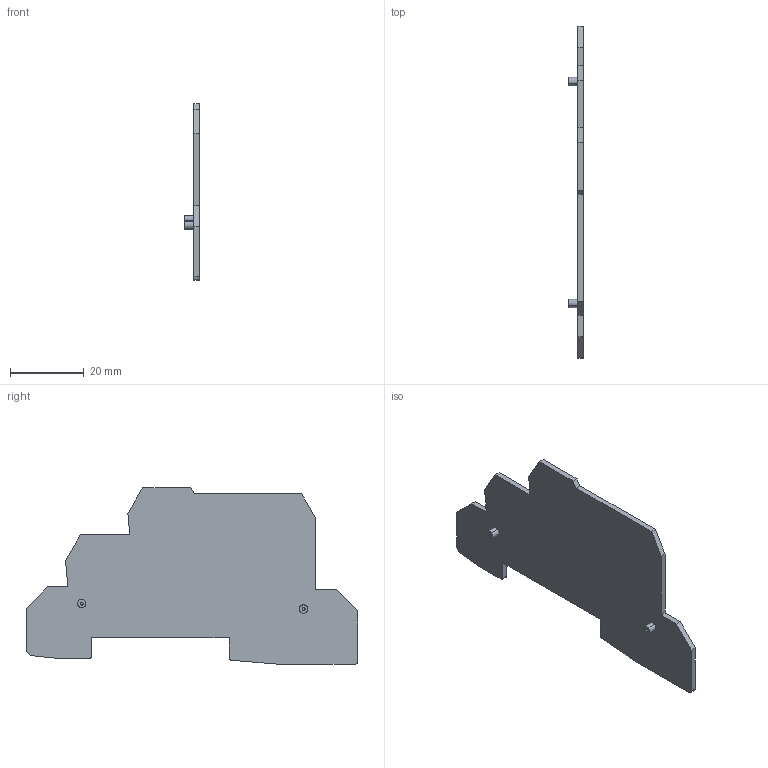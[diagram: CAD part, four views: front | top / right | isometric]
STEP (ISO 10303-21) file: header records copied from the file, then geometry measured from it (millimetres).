
FILE_DESCRIPTION(('CATIA V5R20 STEP214'),'2;1');
FILE_NAME ('5870246_2', '2014-07-04T08:54:12+00:00', ('Weidmueller Interface'), ('Weidmueller'), 'CATIA Version 5 Release 20 SP 5 (IN-10)', 'CATIA V5 STEP AP214', 'none');
FILE_SCHEMA(('AUTOMOTIVE_DESIGN { 1 0 10303 214 1 1 1 1 }'));
Length unit declared in the file: millimetre
Products named in the file (1): WAP_WDL_2_5_S3D
Bounding box: 3.98 x 90 x 47.95 mm (x, y, z)
Volume: 4586.4 mm3; surface area: 6539.2 mm2
Topology: 1 solids, 1 shells, 41 faces, 105 edges, 70 vertices
Faces by surface type: plane 29, cylinder 12
Entity records: 1506 total; most frequent: CARTESIAN_POINT 212, ORIENTED_EDGE 210, DIRECTION 177, EDGE_CURVE 105, VECTOR 81, LINE 81, VERTEX_POINT 70, AXIS2_PLACEMENT_3D 61
